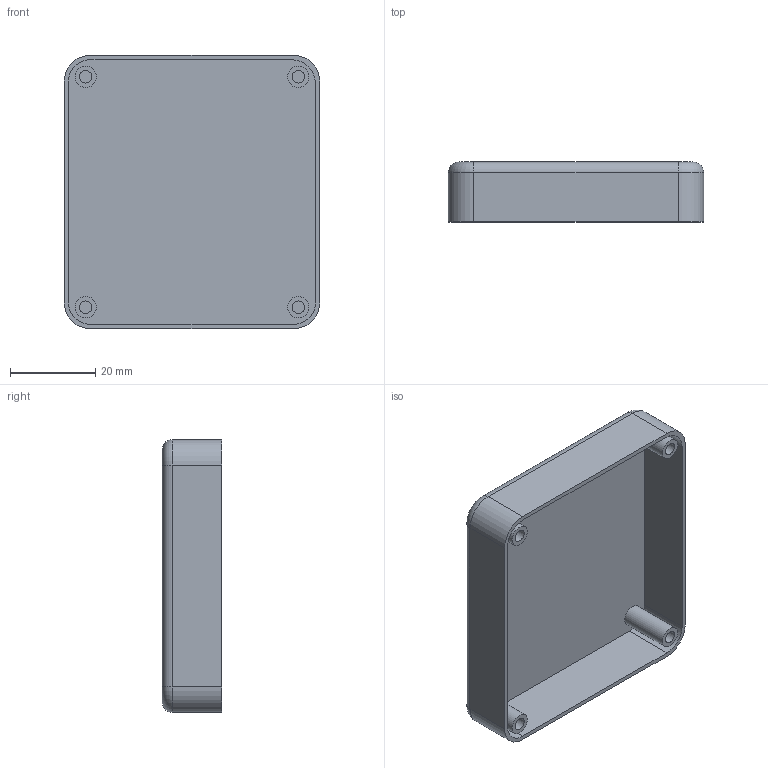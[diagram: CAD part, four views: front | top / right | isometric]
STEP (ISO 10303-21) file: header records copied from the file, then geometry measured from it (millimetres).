
FILE_DESCRIPTION(/* description */ (''),/* implementation_level */ '2;1');
FILE_NAME(/* name */ 'Top Housing v4.step',/* time_stamp */ '2018-11-19T00:31:33-05:00',/* author */ ('rmcohen100'),/* organization */ (''),/* preprocessor_version */ 'ST-DEVELOPER v17.2',/* originating_system */ 'Autodesk Translation Framework v7.6.0.251',/* authorisation */ '');
FILE_SCHEMA (('AUTOMOTIVE_DESIGN { 1 0 10303 214 3 1 1 }'));
Length unit declared in the file: millimetre
Products named in the file (1): Top Housing
Bounding box: 59.83 x 14 x 64 mm (x, y, z)
Volume: 9037.4 mm3; surface area: 14701.2 mm2
Topology: 1 solids, 1 shells, 43 faces, 96 edges, 64 vertices
Faces by surface type: cylinder 20, plane 19, torus 4
Full cylindrical faces by diameter (mm): 2.93 x4, 5 x4
Entity records: 1255 total; most frequent: DIRECTION 236, CARTESIAN_POINT 204, ORIENTED_EDGE 192, EDGE_CURVE 96, AXIS2_PLACEMENT_3D 96, VERTEX_POINT 64, EDGE_LOOP 52, CIRCLE 52
